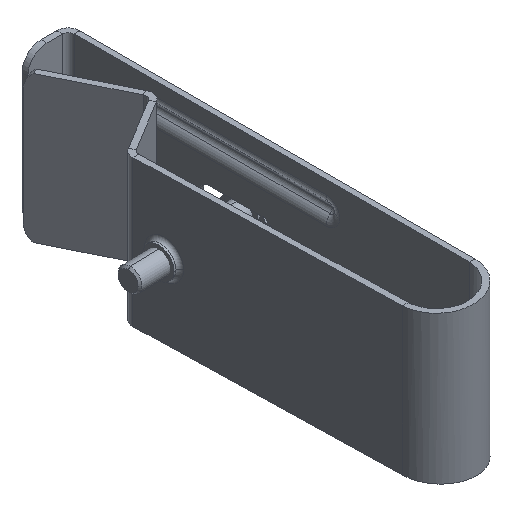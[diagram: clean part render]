
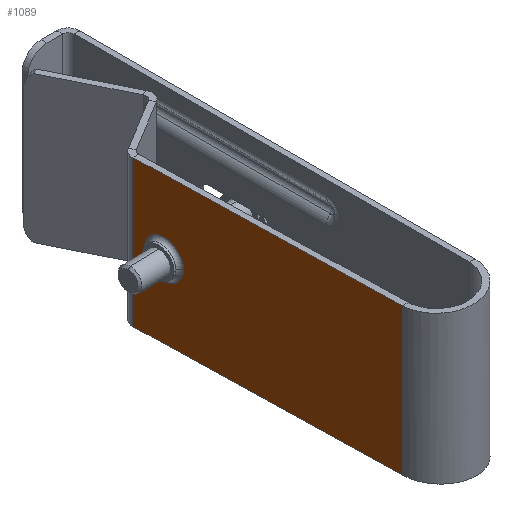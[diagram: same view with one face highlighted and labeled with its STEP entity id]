
A CAD part, isometric view. The second image highlights one B-rep face of the part: STEP entity #1089.
In plain terms, the highlighted planar face has unit normal (-1, -0.024, 0).
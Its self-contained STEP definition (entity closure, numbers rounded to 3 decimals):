
#80 = DIRECTION ( 'NONE',  ( -0.024, 1., 0. ) ) ;
#120 = VERTEX_POINT ( 'NONE', #433 ) ;
#127 = CARTESIAN_POINT ( 'NONE',  ( -9.497, 7.776, -19. ) ) ;
#200 = DIRECTION ( 'NONE',  ( 0.024, -1., 0. ) ) ;
#263 = VERTEX_POINT ( 'NONE', #1905 ) ;
#331 = EDGE_LOOP ( 'NONE', ( #2584, #2644 ) ) ;
#352 = VECTOR ( 'NONE', #1351, 1000. ) ;
#380 = CIRCLE ( 'NONE', #3136, 5. ) ;
#389 = CARTESIAN_POINT ( 'NONE',  ( -9.497, 7.776, 20. ) ) ;
#433 = CARTESIAN_POINT ( 'NONE',  ( -11.107, 76.099, 19. ) ) ;
#483 = FACE_BOUND ( 'NONE', #331, .T. ) ;
#489 = FACE_OUTER_BOUND ( 'NONE', #2147, .T. ) ;
#612 = LINE ( 'NONE', #127, #952 ) ;
#832 = EDGE_CURVE ( 'NONE', #2401, #2540, #612, .T. ) ;
#952 = VECTOR ( 'NONE', #80, 1000. ) ;
#979 = VECTOR ( 'NONE', #3632, 1000. ) ;
#1089 = ADVANCED_FACE ( 'NONE', ( #483, #489 ), #1249, .T. ) ;
#1249 = PLANE ( 'NONE',  #1976 ) ;
#1287 = EDGE_CURVE ( 'NONE', #3067, #263, #380, .T. ) ;
#1351 = DIRECTION ( 'NONE',  ( 0., 0., -1. ) ) ;
#1391 = CARTESIAN_POINT ( 'NONE',  ( -9.497, 7.776, -19. ) ) ;
#1422 = CARTESIAN_POINT ( 'NONE',  ( -9.497, 7.776, 20. ) ) ;
#1442 = EDGE_CURVE ( 'NONE', #2276, #2401, #3125, .T. ) ;
#1630 = LINE ( 'NONE', #2022, #2829 ) ;
#1852 = ORIENTED_EDGE ( 'NONE', *, *, #832, .F. ) ;
#1905 = CARTESIAN_POINT ( 'NONE',  ( -10.805, 63.261, 0. ) ) ;
#1976 = AXIS2_PLACEMENT_3D ( 'NONE', #389, #2978, #200 ) ;
#1990 = DIRECTION ( 'NONE',  ( 0.024, -1., 0. ) ) ;
#1998 = DIRECTION ( 'NONE',  ( 1., 0.024, 0. ) ) ;
#2013 = CARTESIAN_POINT ( 'NONE',  ( -10.923, 68.259, 0. ) ) ;
#2022 = CARTESIAN_POINT ( 'NONE',  ( -9.497, 7.776, 19. ) ) ;
#2147 = EDGE_LOOP ( 'NONE', ( #2197, #2200, #2398, #1852 ) ) ;
#2192 = DIRECTION ( 'NONE',  ( 0.024, -1., 0. ) ) ;
#2197 = ORIENTED_EDGE ( 'NONE', *, *, #1442, .F. ) ;
#2200 = ORIENTED_EDGE ( 'NONE', *, *, #2755, .F. ) ;
#2228 = EDGE_CURVE ( 'NONE', #263, #3067, #2676, .T. ) ;
#2254 = EDGE_CURVE ( 'NONE', #120, #2540, #2514, .T. ) ;
#2276 = VERTEX_POINT ( 'NONE', #2855 ) ;
#2398 = ORIENTED_EDGE ( 'NONE', *, *, #2254, .T. ) ;
#2401 = VERTEX_POINT ( 'NONE', #1391 ) ;
#2514 = LINE ( 'NONE', #3114, #979 ) ;
#2523 = CARTESIAN_POINT ( 'NONE',  ( -11.041, 73.258, 0. ) ) ;
#2540 = VERTEX_POINT ( 'NONE', #2622 ) ;
#2584 = ORIENTED_EDGE ( 'NONE', *, *, #2228, .T. ) ;
#2622 = CARTESIAN_POINT ( 'NONE',  ( -11.107, 76.099, -19. ) ) ;
#2644 = ORIENTED_EDGE ( 'NONE', *, *, #1287, .T. ) ;
#2676 = CIRCLE ( 'NONE', #3077, 5. ) ;
#2755 = EDGE_CURVE ( 'NONE', #120, #2276, #1630, .T. ) ;
#2829 = VECTOR ( 'NONE', #2192, 1000. ) ;
#2855 = CARTESIAN_POINT ( 'NONE',  ( -9.497, 7.776, 19. ) ) ;
#2978 = DIRECTION ( 'NONE',  ( -1., -0.024, 0. ) ) ;
#3067 = VERTEX_POINT ( 'NONE', #2523 ) ;
#3077 = AXIS2_PLACEMENT_3D ( 'NONE', #3472, #3489, #3497 ) ;
#3114 = CARTESIAN_POINT ( 'NONE',  ( -11.107, 76.099, 20. ) ) ;
#3125 = LINE ( 'NONE', #1422, #352 ) ;
#3136 = AXIS2_PLACEMENT_3D ( 'NONE', #2013, #1998, #1990 ) ;
#3472 = CARTESIAN_POINT ( 'NONE',  ( -10.923, 68.259, 0. ) ) ;
#3489 = DIRECTION ( 'NONE',  ( 1., 0.024, 0. ) ) ;
#3497 = DIRECTION ( 'NONE',  ( 0.024, -1., 0. ) ) ;
#3632 = DIRECTION ( 'NONE',  ( 0., 0., -1. ) ) ;
